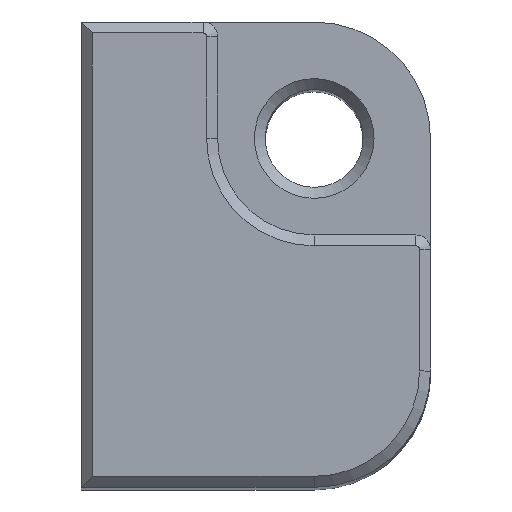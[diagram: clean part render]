
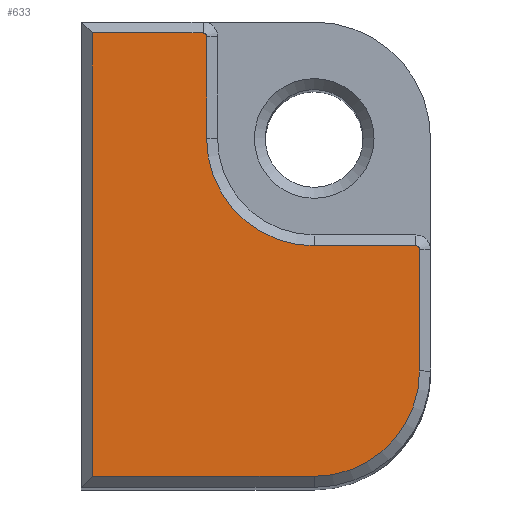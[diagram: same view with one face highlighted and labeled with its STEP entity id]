
A CAD part, top view. The second image highlights one B-rep face of the part: STEP entity #633.
In plain terms, the highlighted planar face has unit normal (0, 0, 1).
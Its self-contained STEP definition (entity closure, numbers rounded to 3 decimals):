
#28=CIRCLE('',#698,5.75);
#29=CIRCLE('',#699,0.194);
#30=CIRCLE('',#700,5.871);
#31=CIRCLE('',#701,0.194);
#72=FACE_OUTER_BOUND('',#111,.T.);
#111=EDGE_LOOP('',(#447,#448,#449,#450,#451,#452,#453,#454,#455,#456));
#160=LINE('',#997,#223);
#162=LINE('',#1001,#225);
#165=LINE('',#1007,#228);
#166=LINE('',#1011,#229);
#167=LINE('',#1015,#230);
#168=LINE('',#1019,#231);
#223=VECTOR('',#788,10.);
#225=VECTOR('',#792,10.);
#228=VECTOR('',#797,10.);
#229=VECTOR('',#800,10.);
#230=VECTOR('',#803,10.);
#231=VECTOR('',#806,10.);
#284=VERTEX_POINT('',#994);
#285=VERTEX_POINT('',#996);
#286=VERTEX_POINT('',#1000);
#288=VERTEX_POINT('',#1006);
#289=VERTEX_POINT('',#1008);
#290=VERTEX_POINT('',#1010);
#291=VERTEX_POINT('',#1012);
#292=VERTEX_POINT('',#1014);
#293=VERTEX_POINT('',#1016);
#294=VERTEX_POINT('',#1018);
#344=EDGE_CURVE('',#284,#285,#160,.T.);
#346=EDGE_CURVE('',#285,#286,#162,.T.);
#349=EDGE_CURVE('',#288,#284,#165,.T.);
#350=EDGE_CURVE('',#289,#288,#28,.T.);
#351=EDGE_CURVE('',#290,#289,#166,.T.);
#352=EDGE_CURVE('',#291,#290,#29,.T.);
#353=EDGE_CURVE('',#292,#291,#167,.T.);
#354=EDGE_CURVE('',#293,#292,#30,.T.);
#355=EDGE_CURVE('',#294,#293,#168,.T.);
#356=EDGE_CURVE('',#286,#294,#31,.T.);
#447=ORIENTED_EDGE('',*,*,#344,.F.);
#448=ORIENTED_EDGE('',*,*,#349,.F.);
#449=ORIENTED_EDGE('',*,*,#350,.F.);
#450=ORIENTED_EDGE('',*,*,#351,.F.);
#451=ORIENTED_EDGE('',*,*,#352,.F.);
#452=ORIENTED_EDGE('',*,*,#353,.F.);
#453=ORIENTED_EDGE('',*,*,#354,.F.);
#454=ORIENTED_EDGE('',*,*,#355,.F.);
#455=ORIENTED_EDGE('',*,*,#356,.F.);
#456=ORIENTED_EDGE('',*,*,#346,.F.);
#612=PLANE('',#697);
#633=ADVANCED_FACE('',(#72),#612,.T.);
#697=AXIS2_PLACEMENT_3D('',#1005,#795,#796);
#698=AXIS2_PLACEMENT_3D('',#1009,#798,#799);
#699=AXIS2_PLACEMENT_3D('',#1013,#801,#802);
#700=AXIS2_PLACEMENT_3D('',#1017,#804,#805);
#701=AXIS2_PLACEMENT_3D('',#1020,#807,#808);
#788=DIRECTION('',(0.,1.,0.));
#792=DIRECTION('',(1.,0.,0.));
#795=DIRECTION('center_axis',(0.,0.,1.));
#796=DIRECTION('ref_axis',(1.,0.,0.));
#797=DIRECTION('',(-1.,0.,0.));
#798=DIRECTION('center_axis',(0.,0.,-1.));
#799=DIRECTION('ref_axis',(0.707,-0.707,0.));
#800=DIRECTION('',(0.,-1.,0.));
#801=DIRECTION('center_axis',(0.,0.,-1.));
#802=DIRECTION('ref_axis',(0.707,0.707,0.));
#803=DIRECTION('',(1.,0.,0.));
#804=DIRECTION('center_axis',(0.,0.,1.));
#805=DIRECTION('ref_axis',(-0.707,-0.707,0.));
#806=DIRECTION('',(0.,-1.,0.));
#807=DIRECTION('center_axis',(0.,0.,-1.));
#808=DIRECTION('ref_axis',(0.707,0.707,0.));
#994=CARTESIAN_POINT('',(6.95,0.6,84.138));
#996=CARTESIAN_POINT('',(6.95,24.8,84.138));
#997=CARTESIAN_POINT('',(6.95,19.05,84.138));
#1000=CARTESIAN_POINT('',(12.985,24.8,84.138));
#1001=CARTESIAN_POINT('',(19.05,24.8,84.138));
#1005=CARTESIAN_POINT('Origin',(12.7,12.7,84.138));
#1006=CARTESIAN_POINT('',(19.05,0.6,84.138));
#1007=CARTESIAN_POINT('',(6.35,0.6,84.138));
#1008=CARTESIAN_POINT('',(24.8,6.35,84.138));
#1009=CARTESIAN_POINT('Origin',(19.05,6.35,84.138));
#1010=CARTESIAN_POINT('',(24.8,12.985,84.138));
#1011=CARTESIAN_POINT('',(24.8,6.35,84.138));
#1012=CARTESIAN_POINT('',(24.606,13.179,84.138));
#1013=CARTESIAN_POINT('Origin',(24.606,12.985,84.138));
#1014=CARTESIAN_POINT('',(19.05,13.179,84.138));
#1015=CARTESIAN_POINT('',(19.05,13.179,84.138));
#1016=CARTESIAN_POINT('',(13.179,19.05,84.138));
#1017=CARTESIAN_POINT('Origin',(19.05,19.05,84.138));
#1018=CARTESIAN_POINT('',(13.179,24.606,84.138));
#1019=CARTESIAN_POINT('',(13.179,13.24,84.138));
#1020=CARTESIAN_POINT('Origin',(12.985,24.606,84.138));
